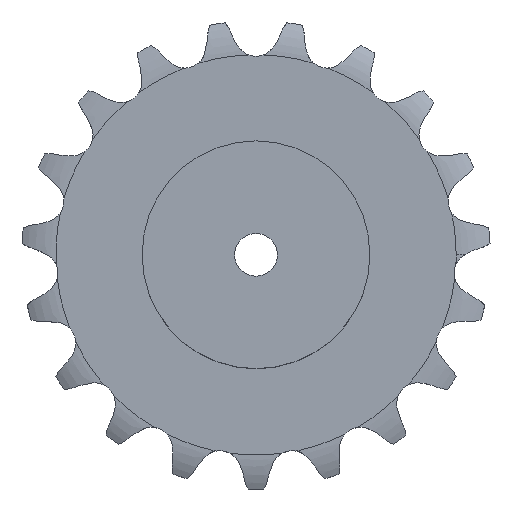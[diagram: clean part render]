
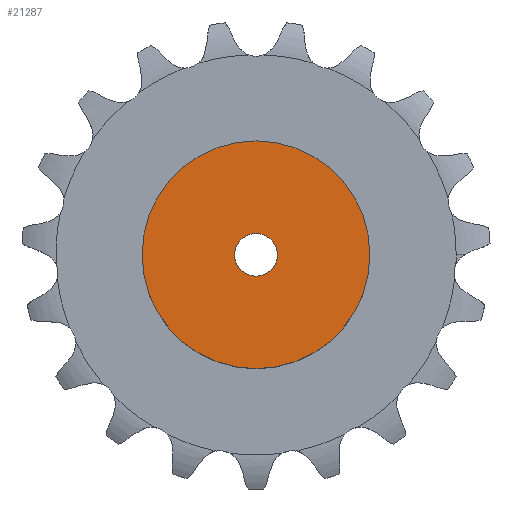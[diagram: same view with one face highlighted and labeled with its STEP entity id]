
A CAD part, top view. The second image highlights one B-rep face of the part: STEP entity #21287.
In plain terms, the highlighted planar face has unit normal (0, 0, 1).
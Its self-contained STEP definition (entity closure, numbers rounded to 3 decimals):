
#2847 = CYLINDRICAL_SURFACE('',#2848,80.);
#2848 = AXIS2_PLACEMENT_3D('',#2849,#2850,#2851);
#2849 = CARTESIAN_POINT('',(0.,0.,0.));
#2850 = DIRECTION('',(-0.,-0.,-1.));
#2851 = DIRECTION('',(1.,0.,0.));
#13864 = VERTEX_POINT('',#13865);
#13865 = CARTESIAN_POINT('',(80.,0.,90.));
#13886 = EDGE_CURVE('',#13864,#13864,#13887,.T.);
#13887 = SURFACE_CURVE('',#13888,(#13893,#13900),.PCURVE_S1.);
#13888 = CIRCLE('',#13889,80.);
#13889 = AXIS2_PLACEMENT_3D('',#13890,#13891,#13892);
#13890 = CARTESIAN_POINT('',(0.,0.,90.));
#13891 = DIRECTION('',(0.,0.,1.));
#13892 = DIRECTION('',(1.,0.,0.));
#13893 = PCURVE('',#2847,#13894);
#13894 = DEFINITIONAL_REPRESENTATION('',(#13895),#13899);
#13895 = LINE('',#13896,#13897);
#13896 = CARTESIAN_POINT('',(-0.,-90.));
#13897 = VECTOR('',#13898,1.);
#13898 = DIRECTION('',(-1.,0.));
#13899 = ( GEOMETRIC_REPRESENTATION_CONTEXT(2) 
PARAMETRIC_REPRESENTATION_CONTEXT() REPRESENTATION_CONTEXT('2D SPACE',''
  ) );
#13900 = PCURVE('',#13901,#13906);
#13901 = PLANE('',#13902);
#13902 = AXIS2_PLACEMENT_3D('',#13903,#13904,#13905);
#13903 = CARTESIAN_POINT('',(0.,0.,90.)
  );
#13904 = DIRECTION('',(0.,0.,1.));
#13905 = DIRECTION('',(1.,0.,0.));
#13906 = DEFINITIONAL_REPRESENTATION('',(#13907),#13911);
#13907 = CIRCLE('',#13908,80.);
#13908 = AXIS2_PLACEMENT_2D('',#13909,#13910);
#13909 = CARTESIAN_POINT('',(0.,0.));
#13910 = DIRECTION('',(1.,0.));
#13911 = ( GEOMETRIC_REPRESENTATION_CONTEXT(2) 
PARAMETRIC_REPRESENTATION_CONTEXT() REPRESENTATION_CONTEXT('2D SPACE',''
  ) );
#18232 = CYLINDRICAL_SURFACE('',#18233,15.);
#18233 = AXIS2_PLACEMENT_3D('',#18234,#18235,#18236);
#18234 = CARTESIAN_POINT('',(0.,0.,516.873));
#18235 = DIRECTION('',(0.,0.,1.));
#18236 = DIRECTION('',(1.,0.,0.));
#21287 = ADVANCED_FACE('',(#21288,#21291),#13901,.T.);
#21288 = FACE_BOUND('',#21289,.T.);
#21289 = EDGE_LOOP('',(#21290));
#21290 = ORIENTED_EDGE('',*,*,#13886,.T.);
#21291 = FACE_BOUND('',#21292,.T.);
#21292 = EDGE_LOOP('',(#21293));
#21293 = ORIENTED_EDGE('',*,*,#21294,.F.);
#21294 = EDGE_CURVE('',#21295,#21295,#21297,.T.);
#21295 = VERTEX_POINT('',#21296);
#21296 = CARTESIAN_POINT('',(15.,0.,90.));
#21297 = SURFACE_CURVE('',#21298,(#21303,#21310),.PCURVE_S1.);
#21298 = CIRCLE('',#21299,15.);
#21299 = AXIS2_PLACEMENT_3D('',#21300,#21301,#21302);
#21300 = CARTESIAN_POINT('',(0.,0.,90.));
#21301 = DIRECTION('',(0.,0.,1.));
#21302 = DIRECTION('',(1.,0.,0.));
#21303 = PCURVE('',#13901,#21304);
#21304 = DEFINITIONAL_REPRESENTATION('',(#21305),#21309);
#21305 = CIRCLE('',#21306,15.);
#21306 = AXIS2_PLACEMENT_2D('',#21307,#21308);
#21307 = CARTESIAN_POINT('',(0.,0.));
#21308 = DIRECTION('',(1.,0.));
#21309 = ( GEOMETRIC_REPRESENTATION_CONTEXT(2) 
PARAMETRIC_REPRESENTATION_CONTEXT() REPRESENTATION_CONTEXT('2D SPACE',''
  ) );
#21310 = PCURVE('',#18232,#21311);
#21311 = DEFINITIONAL_REPRESENTATION('',(#21312),#21316);
#21312 = LINE('',#21313,#21314);
#21313 = CARTESIAN_POINT('',(0.,-426.873));
#21314 = VECTOR('',#21315,1.);
#21315 = DIRECTION('',(1.,0.));
#21316 = ( GEOMETRIC_REPRESENTATION_CONTEXT(2) 
PARAMETRIC_REPRESENTATION_CONTEXT() REPRESENTATION_CONTEXT('2D SPACE',''
  ) );
